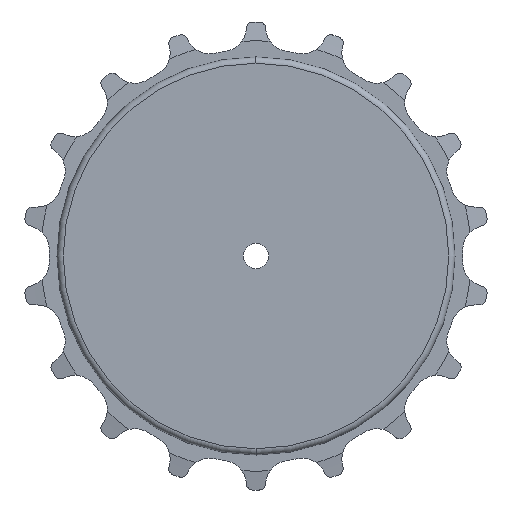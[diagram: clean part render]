
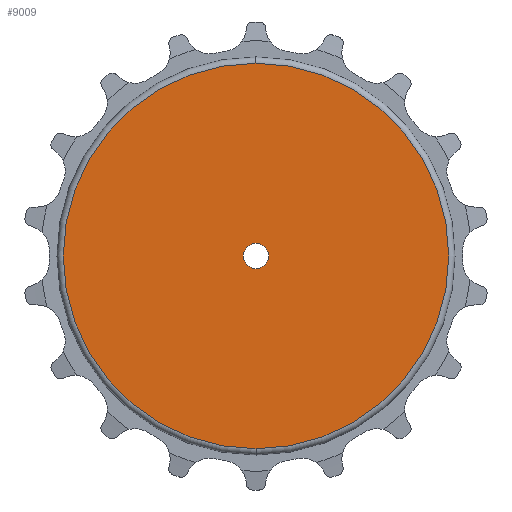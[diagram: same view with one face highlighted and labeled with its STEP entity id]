
A CAD part, left-side view. The second image highlights one B-rep face of the part: STEP entity #9009.
In plain terms, the highlighted planar face has unit normal (-1, 0, 0).
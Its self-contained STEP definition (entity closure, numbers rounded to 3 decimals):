
#5129=CARTESIAN_POINT('',(-15.,0.,0.));
#5130=DIRECTION('',(1.,0.,0.));
#5131=DIRECTION('',(0.,0.,1.));
#5132=AXIS2_PLACEMENT_3D('',#5129,#5130,#5131);
#5137=CARTESIAN_POINT('',(-15.,0.,0.));
#5138=DIRECTION('',(1.,0.,0.));
#5139=DIRECTION('',(0.,0.,-1.));
#5140=AXIS2_PLACEMENT_3D('',#5137,#5138,#5139);
#5145=CARTESIAN_POINT('',(-15.,0.,0.));
#5146=DIRECTION('',(-1.,0.,0.));
#5147=DIRECTION('',(0.,-1.,0.));
#5148=AXIS2_PLACEMENT_3D('',#5145,#5146,#5147);
#5153=CARTESIAN_POINT('',(-15.,0.,0.));
#5154=DIRECTION('',(-1.,0.,0.));
#5155=DIRECTION('',(0.,1.,0.));
#5156=AXIS2_PLACEMENT_3D('',#5153,#5154,#5155);
#5172=CARTESIAN_POINT('',(-15.,0.,61.136));
#5173=CARTESIAN_POINT('',(-15.,0.,-61.136));
#5174=VERTEX_POINT('',#5172);
#5175=VERTEX_POINT('',#5173);
#5200=CARTESIAN_POINT('',(-15.,-4.,0.));
#5201=CARTESIAN_POINT('',(-15.,4.,0.));
#5202=VERTEX_POINT('',#5200);
#5203=VERTEX_POINT('',#5201);
#8995=CARTESIAN_POINT('',(-15.,0.,0.));
#8996=DIRECTION('',(-1.,0.,0.));
#8997=DIRECTION('',(0.,0.,-1.));
#8998=AXIS2_PLACEMENT_3D('',#8995,#8996,#8997);
#8999=PLANE('',#8998);
#9000=ORIENTED_EDGE('',*,*,#8861,.T.);
#9001=ORIENTED_EDGE('',*,*,#8846,.T.);
#9002=EDGE_LOOP('',(#9000,#9001));
#9003=FACE_OUTER_BOUND('',#9002,.F.);
#9004=ORIENTED_EDGE('',*,*,#8985,.T.);
#9006=ORIENTED_EDGE('',*,*,#9005,.T.);
#9007=EDGE_LOOP('',(#9004,#9006));
#9008=FACE_BOUND('',#9007,.F.);
#5133=CIRCLE('',#5132,61.136);
#5141=CIRCLE('',#5140,61.136);
#5149=CIRCLE('',#5148,4.);
#5157=CIRCLE('',#5156,4.);
#8846=EDGE_CURVE('',#5175,#5174,#5141,.T.);
#8861=EDGE_CURVE('',#5174,#5175,#5133,.T.);
#8985=EDGE_CURVE('',#5202,#5203,#5149,.T.);
#9005=EDGE_CURVE('',#5203,#5202,#5157,.T.);
#9009=ADVANCED_FACE('',(#9003,#9008),#8999,.T.);
